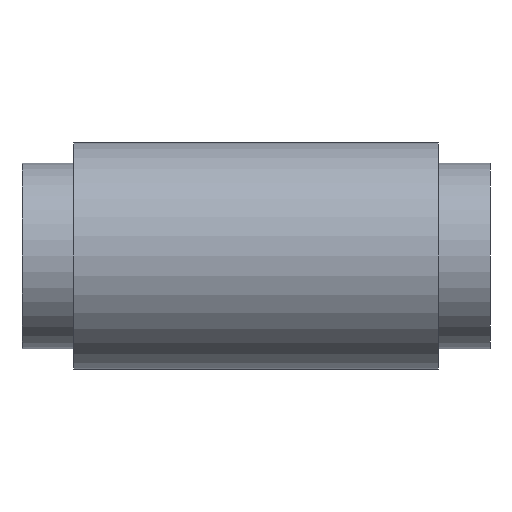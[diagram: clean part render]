
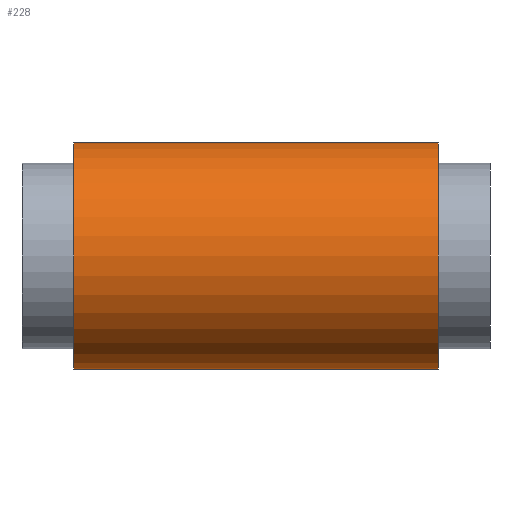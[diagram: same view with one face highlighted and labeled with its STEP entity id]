
A CAD part, front view. The second image highlights one B-rep face of the part: STEP entity #228.
In plain terms, the highlighted cylindrical face has radius 13.97 mm (diameter 27.94 mm), a partial arc.
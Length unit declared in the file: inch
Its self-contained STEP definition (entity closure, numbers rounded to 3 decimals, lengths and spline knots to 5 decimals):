
#1 = DIRECTION ( 'NONE',  ( 0., 0., 1. ) ) ;
#23 = EDGE_CURVE ( 'NONE', #510, #63, #154, .T. ) ;
#49 = LINE ( 'NONE', #511, #187 ) ;
#56 = FACE_OUTER_BOUND ( 'NONE', #214, .T. ) ;
#60 = CARTESIAN_POINT ( 'NONE',  ( -0.885, 0., -0.55 ) ) ;
#63 = VERTEX_POINT ( 'NONE', #419 ) ;
#64 = EDGE_CURVE ( 'NONE', #105, #310, #227, .T. ) ;
#79 = AXIS2_PLACEMENT_3D ( 'NONE', #256, #211, #530 ) ;
#94 = CYLINDRICAL_SURFACE ( 'NONE', #143, 0.55 ) ;
#104 = CARTESIAN_POINT ( 'NONE',  ( -2.31452, 0., 0. ) ) ;
#105 = VERTEX_POINT ( 'NONE', #60 ) ;
#114 = LINE ( 'NONE', #140, #394 ) ;
#140 = CARTESIAN_POINT ( 'NONE',  ( -2.31452, 0., -0.55 ) ) ;
#143 = AXIS2_PLACEMENT_3D ( 'NONE', #104, #232, #513 ) ;
#154 = CIRCLE ( 'NONE', #79, 0.55 ) ;
#180 = EDGE_CURVE ( 'NONE', #510, #105, #114, .T. ) ;
#187 = VECTOR ( 'NONE', #279, 39.37008 ) ;
#191 = ORIENTED_EDGE ( 'NONE', *, *, #23, .T. ) ;
#194 = CARTESIAN_POINT ( 'NONE',  ( -0.885, 0., 0. ) ) ;
#211 = DIRECTION ( 'NONE',  ( -1., 0., 0. ) ) ;
#214 = EDGE_LOOP ( 'NONE', ( #422, #191, #543, #284 ) ) ;
#227 = CIRCLE ( 'NONE', #483, 0.55 ) ;
#228 = ADVANCED_FACE ( 'NONE', ( #56 ), #94, .T. ) ;
#232 = DIRECTION ( 'NONE',  ( -1., 0., 0. ) ) ;
#256 = CARTESIAN_POINT ( 'NONE',  ( 0.885, 0., 0. ) ) ;
#279 = DIRECTION ( 'NONE',  ( -1., 0., 0. ) ) ;
#284 = ORIENTED_EDGE ( 'NONE', *, *, #64, .F. ) ;
#294 = CARTESIAN_POINT ( 'NONE',  ( -0.885, 0., 0.55 ) ) ;
#310 = VERTEX_POINT ( 'NONE', #294 ) ;
#321 = DIRECTION ( 'NONE',  ( -1., 0., 0. ) ) ;
#334 = DIRECTION ( 'NONE',  ( -1., 0., 0. ) ) ;
#394 = VECTOR ( 'NONE', #321, 39.37008 ) ;
#419 = CARTESIAN_POINT ( 'NONE',  ( 0.885, 0., 0.55 ) ) ;
#422 = ORIENTED_EDGE ( 'NONE', *, *, #180, .F. ) ;
#483 = AXIS2_PLACEMENT_3D ( 'NONE', #194, #334, #1 ) ;
#510 = VERTEX_POINT ( 'NONE', #588 ) ;
#511 = CARTESIAN_POINT ( 'NONE',  ( -2.31452, 0., 0.55 ) ) ;
#513 = DIRECTION ( 'NONE',  ( 0., 0., 1. ) ) ;
#526 = EDGE_CURVE ( 'NONE', #63, #310, #49, .T. ) ;
#530 = DIRECTION ( 'NONE',  ( 0., 0., 1. ) ) ;
#543 = ORIENTED_EDGE ( 'NONE', *, *, #526, .T. ) ;
#588 = CARTESIAN_POINT ( 'NONE',  ( 0.885, 0., -0.55 ) ) ;
